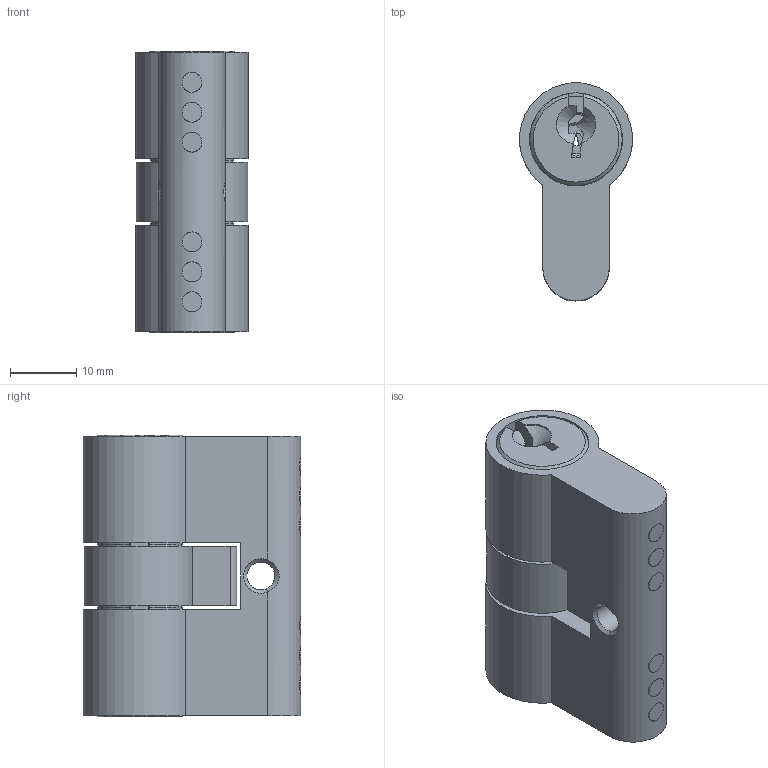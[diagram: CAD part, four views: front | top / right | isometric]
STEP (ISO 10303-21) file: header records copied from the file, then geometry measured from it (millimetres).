
FILE_DESCRIPTION (( 'STEP AP203' ), '1' );
FILE_NAME ('8595-42-GS.step', '2022-06-09T08:26:09', ( '' ), ( '' ), 'SwSTEP 2.0', 'SolidWorks 2018', '' );
FILE_SCHEMA (( 'CONFIG_CONTROL_DESIGN' ));
Length unit declared in the file: millimetre
Products named in the file (7): 8590-XX Teil2_8590-42 Teil2; 8590-XX Teil3_8590-XX Teil3; 8590-XX Teil5_8590-XX Teil5; 8595-42-GS; 8590-XX Teil4_8590-XX Teil4; 8590-XX Teil1_8590-42 Teil1; 8590-XX Teil6_8590-XX Teil6
Assembly tree (13 placements, depth 2):
  8595-42-GS
    8590-XX Teil1_8590-42 Teil1
    8590-XX Teil2_8590-42 Teil2  x2
    8590-XX Teil3_8590-XX Teil3
    8590-XX Teil4_8590-XX Teil4  x2
    8590-XX Teil5_8590-XX Teil5
    8590-XX Teil6_8590-XX Teil6  x6
Bounding box: 16.95 x 32.72 x 42.4 mm (x, y, z)
Volume: 13365.8 mm3; surface area: 11509.1 mm2
Topology: 13 solids, 13 shells, 219 faces, 572 edges, 370 vertices
Faces by surface type: plane 126, cylinder 77, cone 12, bspline 2, torus 2
Full cylindrical faces by diameter (mm): 1.95 x1, 3 x21, 4.2 x1, 4.35 x2, 13 x2, 14 x2
Entity records: 6435 total; most frequent: CARTESIAN_POINT 2237, DIRECTION 685, ORIENTED_EDGE 646, EDGE_CURVE 323, AXIS2_PLACEMENT_3D 250, VERTEX_POINT 223, LINE 185, VECTOR 185
